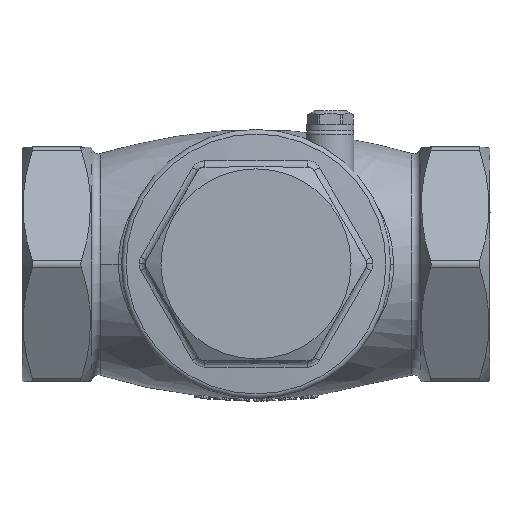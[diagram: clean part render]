
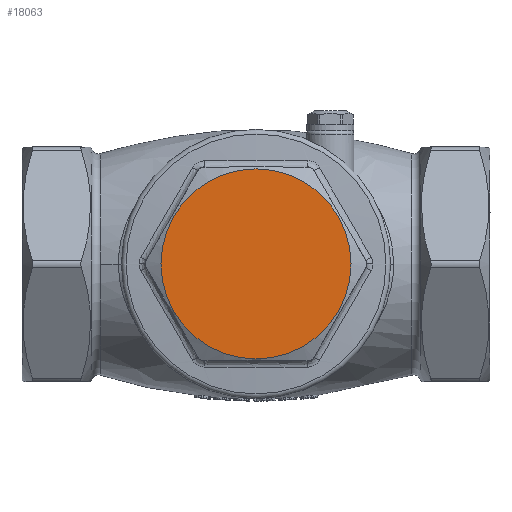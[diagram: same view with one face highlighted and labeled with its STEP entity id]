
A CAD part, top view. The second image highlights one B-rep face of the part: STEP entity #18063.
In plain terms, the highlighted planar face has unit normal (0, 0, 1).
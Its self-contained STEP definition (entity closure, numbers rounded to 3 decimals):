
#18023=CARTESIAN_POINT('',(28.25,0.,0.));
#18024=VERTEX_POINT('',#18023);
#18025=CARTESIAN_POINT('',(0.,0.0,0.));
#18026=DIRECTION('',(0.0,0.0,-1.0));
#18027=DIRECTION('',(1.0,0.0,0.0));
#18028=AXIS2_PLACEMENT_3D('',#18025,#18026,#18027);
#18029=CIRCLE('',#18028,28.25);
#18030=EDGE_CURVE('',#18024,#18024,#18029,.T.);
#18055=CARTESIAN_POINT('',(0.,0.0,0.));
#18056=DIRECTION('',(0.0,0.0,-1.0));
#18057=DIRECTION('',(-1.0,0.0,0.0));
#18058=AXIS2_PLACEMENT_3D('',#18055,#18056,#18057);
#18059=PLANE('',#18058);
#18060=ORIENTED_EDGE('',*,*,#18030,.F.);
#18061=EDGE_LOOP('',(#18060));
#18062=FACE_OUTER_BOUND('',#18061,.T.);
#18063=ADVANCED_FACE('',(#18062),#18059,.F.);
